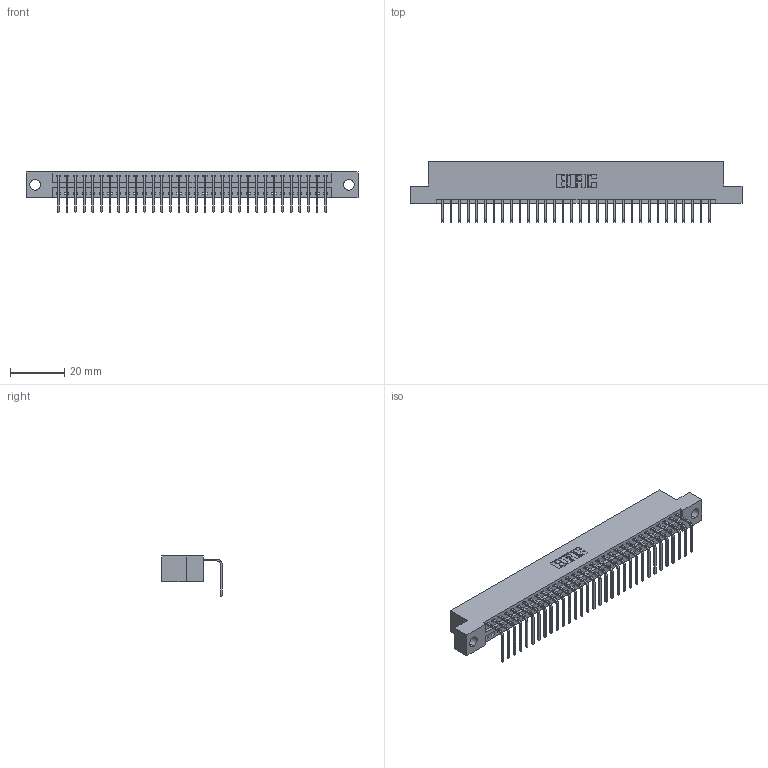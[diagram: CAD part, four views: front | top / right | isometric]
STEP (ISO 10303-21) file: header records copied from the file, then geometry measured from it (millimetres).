
FILE_DESCRIPTION (( 'STEP AP203' ), '1' );
FILE_NAME ('346-032-558-104.STEP', '2018-08-22T09:53:31', ( '' ), ( '' ), 'SwSTEP 2.0', 'SolidWorks 2016', '' );
FILE_SCHEMA (( 'CONFIG_CONTROL_DESIGN' ));
Length unit declared in the file: inch
Products named in the file (3): 346 Part_Flush Mounting Lugs - 0.156 Dia-TH; 345-292-001_558 Tail - 2; 346-032-558-104
Assembly tree (33 placements, depth 2):
  346-032-558-104
    346 Part_Flush Mounting Lugs - 0.156 Dia-TH
    345-292-001_558 Tail - 2  x32
Bounding box: 122.17 x 22.16 x 14.73 mm (x, y, z)
Volume: 11644.6 mm3; surface area: 14887.4 mm2
Topology: 33 solids, 33 shells, 2042 faces, 6153 edges, 4058 vertices
Faces by surface type: plane 1420, cylinder 622
Entity records: 21293 total; most frequent: CARTESIAN_POINT 3660, ORIENTED_EDGE 3626, DIRECTION 3241, EDGE_CURVE 1813, VECTOR 1553, LINE 1553, VERTEX_POINT 1206, AXIS2_PLACEMENT_3D 844
